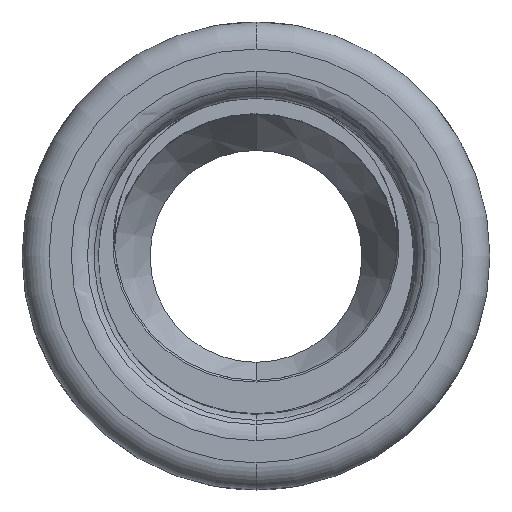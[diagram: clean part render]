
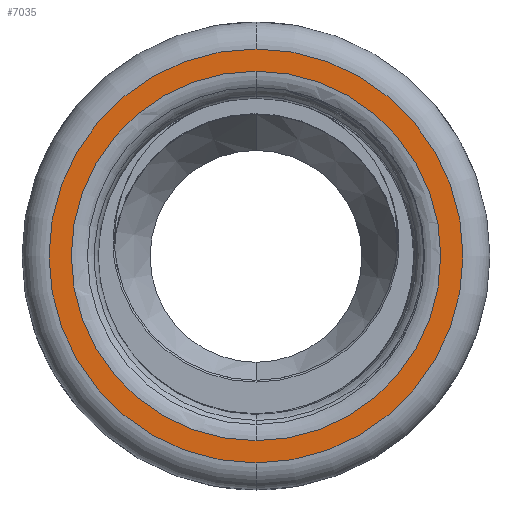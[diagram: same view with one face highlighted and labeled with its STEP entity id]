
A CAD part, top view. The second image highlights one B-rep face of the part: STEP entity #7035.
In plain terms, the highlighted planar face has unit normal (0, 0, 1).
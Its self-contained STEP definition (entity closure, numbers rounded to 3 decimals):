
#884=CARTESIAN_POINT('',(0.,0.,19.9));
#885=DIRECTION('',(0.,0.,1.));
#886=DIRECTION('',(0.,-1.,0.));
#887=AXIS2_PLACEMENT_3D('',#884,#885,#886);
#2012=CARTESIAN_POINT('',(0.,0.,19.9));
#2013=DIRECTION('',(0.,0.,-1.));
#2014=DIRECTION('',(0.,-1.,0.));
#2015=AXIS2_PLACEMENT_3D('',#2012,#2013,#2014);
#2017=CARTESIAN_POINT('',(0.,0.,19.9));
#2018=DIRECTION('',(0.,0.,-1.));
#2019=DIRECTION('',(0.,-1.,0.));
#2020=AXIS2_PLACEMENT_3D('',#2017,#2018,#2019);
#2022=CARTESIAN_POINT('',(0.,0.,19.9));
#2023=DIRECTION('',(0.,0.,1.));
#2024=DIRECTION('',(0.,-1.,0.));
#2025=AXIS2_PLACEMENT_3D('',#2022,#2023,#2024);
#4275=CARTESIAN_POINT('',(0.,-15.35,19.9));
#4276=CARTESIAN_POINT('',(0.,15.35,19.9));
#4277=VERTEX_POINT('',#4275);
#4278=VERTEX_POINT('',#4276);
#4279=CARTESIAN_POINT('',(0.,-13.701,19.9));
#4280=CARTESIAN_POINT('',(0.,13.701,19.9));
#4281=VERTEX_POINT('',#4279);
#4282=VERTEX_POINT('',#4280);
#7022=CARTESIAN_POINT('',(0.,0.,19.9));
#7023=DIRECTION('',(0.,0.,-1.));
#7024=DIRECTION('',(0.,1.,0.));
#7025=AXIS2_PLACEMENT_3D('',#7022,#7023,#7024);
#7026=PLANE('',#7025);
#7027=ORIENTED_EDGE('',*,*,#4724,.T.);
#7028=ORIENTED_EDGE('',*,*,#4709,.F.);
#7029=EDGE_LOOP('',(#7027,#7028));
#7030=FACE_OUTER_BOUND('',#7029,.F.);
#7031=ORIENTED_EDGE('',*,*,#5890,.T.);
#7032=ORIENTED_EDGE('',*,*,#7016,.F.);
#7033=EDGE_LOOP('',(#7031,#7032));
#7034=FACE_BOUND('',#7033,.F.);
#7035=ADVANCED_FACE('',(#7030,#7034),#7026,.F.);
#888=CIRCLE('',#887,13.701);
#2016=CIRCLE('',#2015,13.701);
#2021=CIRCLE('',#2020,15.35);
#2026=CIRCLE('',#2025,15.35);
#4709=EDGE_CURVE('',#4277,#4278,#2026,.T.);
#4724=EDGE_CURVE('',#4277,#4278,#2021,.T.);
#5890=EDGE_CURVE('',#4281,#4282,#888,.T.);
#7016=EDGE_CURVE('',#4281,#4282,#2016,.T.);
